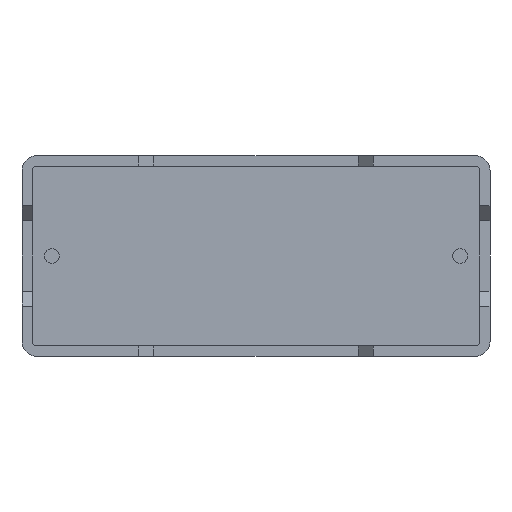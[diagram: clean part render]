
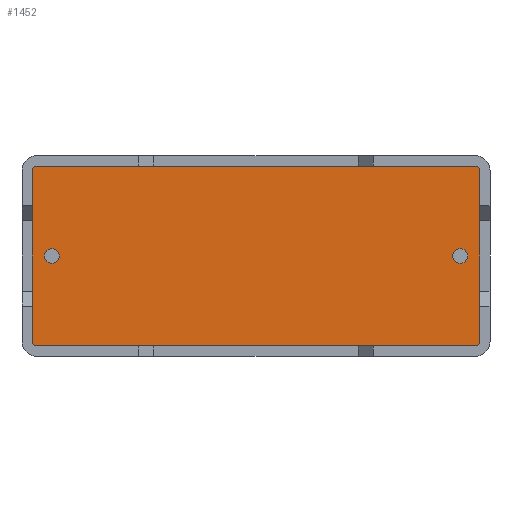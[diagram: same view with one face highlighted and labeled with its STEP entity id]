
A CAD part, front view. The second image highlights one B-rep face of the part: STEP entity #1452.
In plain terms, the highlighted planar face has unit normal (0, -1, 0).
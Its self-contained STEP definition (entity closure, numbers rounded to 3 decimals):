
#110 = ORIENTED_EDGE ( 'NONE', *, *, #630, .T. ) ;
#114 = DIRECTION ( 'NONE',  ( 0., 0., -1. ) ) ;
#200 = ORIENTED_EDGE ( 'NONE', *, *, #649, .T. ) ;
#261 = DIRECTION ( 'NONE',  ( 0., 0., -1. ) ) ;
#267 = LINE ( 'NONE', #1482, #534 ) ;
#285 = FACE_OUTER_BOUND ( 'NONE', #1180, .T. ) ;
#299 = DIRECTION ( 'NONE',  ( 0., -1., 0. ) ) ;
#342 = ORIENTED_EDGE ( 'NONE', *, *, #1506, .T. ) ;
#363 = CARTESIAN_POINT ( 'NONE',  ( 14.75, 1.2, -5.75 ) ) ;
#369 = DIRECTION ( 'NONE',  ( 0., 0., -1. ) ) ;
#398 = CIRCLE ( 'NONE', #448, 0.3 ) ;
#400 = CARTESIAN_POINT ( 'NONE',  ( -15.05, 1.2, 5.75 ) ) ;
#401 = LINE ( 'NONE', #506, #539 ) ;
#418 = CIRCLE ( 'NONE', #1047, 0.3 ) ;
#425 = EDGE_CURVE ( 'NONE', #968, #1288, #418, .T. ) ;
#428 = DIRECTION ( 'NONE',  ( 0., 0., -1. ) ) ;
#448 = AXIS2_PLACEMENT_3D ( 'NONE', #830, #599, #369 ) ;
#465 = LINE ( 'NONE', #685, #912 ) ;
#475 = ORIENTED_EDGE ( 'NONE', *, *, #601, .T. ) ;
#506 = CARTESIAN_POINT ( 'NONE',  ( -14.75, 1.2, -6.05 ) ) ;
#511 = VERTEX_POINT ( 'NONE', #1093 ) ;
#534 = VECTOR ( 'NONE', #774, 1000. ) ;
#539 = VECTOR ( 'NONE', #756, 1000. ) ;
#545 = CARTESIAN_POINT ( 'NONE',  ( 14.75, 1.2, 5.75 ) ) ;
#548 = VERTEX_POINT ( 'NONE', #1464 ) ;
#564 = AXIS2_PLACEMENT_3D ( 'NONE', #545, #816, #261 ) ;
#583 = ORIENTED_EDGE ( 'NONE', *, *, #425, .T. ) ;
#584 = DIRECTION ( 'NONE',  ( 0., -1., 0. ) ) ;
#586 = ORIENTED_EDGE ( 'NONE', *, *, #772, .T. ) ;
#599 = DIRECTION ( 'NONE',  ( 0., -1., 0. ) ) ;
#601 = EDGE_CURVE ( 'NONE', #1326, #968, #267, .T. ) ;
#603 = CARTESIAN_POINT ( 'NONE',  ( 14.75, 1.2, 6.05 ) ) ;
#630 = EDGE_CURVE ( 'NONE', #1043, #708, #696, .T. ) ;
#649 = EDGE_CURVE ( 'NONE', #1288, #1035, #465, .T. ) ;
#675 = DIRECTION ( 'NONE',  ( 0., 0., -1. ) ) ;
#685 = CARTESIAN_POINT ( 'NONE',  ( 14.75, 1.2, 6.05 ) ) ;
#696 = LINE ( 'NONE', #1026, #959 ) ;
#708 = VERTEX_POINT ( 'NONE', #1385 ) ;
#736 = CARTESIAN_POINT ( 'NONE',  ( -14.75, 1.2, 6.05 ) ) ;
#747 = ORIENTED_EDGE ( 'NONE', *, *, #973, .T. ) ;
#756 = DIRECTION ( 'NONE',  ( 1., 0., 0. ) ) ;
#772 = EDGE_CURVE ( 'NONE', #548, #1326, #1347, .T. ) ;
#774 = DIRECTION ( 'NONE',  ( 0., 0., 1. ) ) ;
#788 = AXIS2_PLACEMENT_3D ( 'NONE', #363, #949, #1193 ) ;
#816 = DIRECTION ( 'NONE',  ( 0., -1., 0. ) ) ;
#830 = CARTESIAN_POINT ( 'NONE',  ( -14.75, 1.2, -5.75 ) ) ;
#847 = EDGE_CURVE ( 'NONE', #708, #511, #398, .T. ) ;
#875 = CARTESIAN_POINT ( 'NONE',  ( 14.75, 1.2, 5.75 ) ) ;
#876 = ORIENTED_EDGE ( 'NONE', *, *, #847, .T. ) ;
#882 = CIRCLE ( 'NONE', #1122, 0.3 ) ;
#883 = PLANE ( 'NONE',  #564 ) ;
#912 = VECTOR ( 'NONE', #1008, 1000. ) ;
#949 = DIRECTION ( 'NONE',  ( 0., -1., 0. ) ) ;
#959 = VECTOR ( 'NONE', #428, 1000. ) ;
#968 = VERTEX_POINT ( 'NONE', #1374 ) ;
#973 = EDGE_CURVE ( 'NONE', #1035, #1043, #882, .T. ) ;
#1008 = DIRECTION ( 'NONE',  ( -1., 0., 0. ) ) ;
#1026 = CARTESIAN_POINT ( 'NONE',  ( -15.05, 1.2, 5.75 ) ) ;
#1035 = VERTEX_POINT ( 'NONE', #736 ) ;
#1043 = VERTEX_POINT ( 'NONE', #400 ) ;
#1047 = AXIS2_PLACEMENT_3D ( 'NONE', #875, #299, #675 ) ;
#1093 = CARTESIAN_POINT ( 'NONE',  ( -14.75, 1.2, -6.05 ) ) ;
#1122 = AXIS2_PLACEMENT_3D ( 'NONE', #1504, #584, #114 ) ;
#1180 = EDGE_LOOP ( 'NONE', ( #583, #200, #747, #110, #876, #342, #586, #475 ) ) ;
#1193 = DIRECTION ( 'NONE',  ( 0., 0., -1. ) ) ;
#1288 = VERTEX_POINT ( 'NONE', #603 ) ;
#1300 = CARTESIAN_POINT ( 'NONE',  ( 15.05, 1.2, -5.75 ) ) ;
#1326 = VERTEX_POINT ( 'NONE', #1300 ) ;
#1347 = CIRCLE ( 'NONE', #788, 0.3 ) ;
#1374 = CARTESIAN_POINT ( 'NONE',  ( 15.05, 1.2, 5.75 ) ) ;
#1385 = CARTESIAN_POINT ( 'NONE',  ( -15.05, 1.2, -5.75 ) ) ;
#1452 = ADVANCED_FACE ( 'NONE', ( #285 ), #883, .T. ) ;
#1464 = CARTESIAN_POINT ( 'NONE',  ( 14.75, 1.2, -6.05 ) ) ;
#1482 = CARTESIAN_POINT ( 'NONE',  ( 15.05, 1.2, 5.75 ) ) ;
#1504 = CARTESIAN_POINT ( 'NONE',  ( -14.75, 1.2, 5.75 ) ) ;
#1506 = EDGE_CURVE ( 'NONE', #511, #548, #401, .T. ) ;
